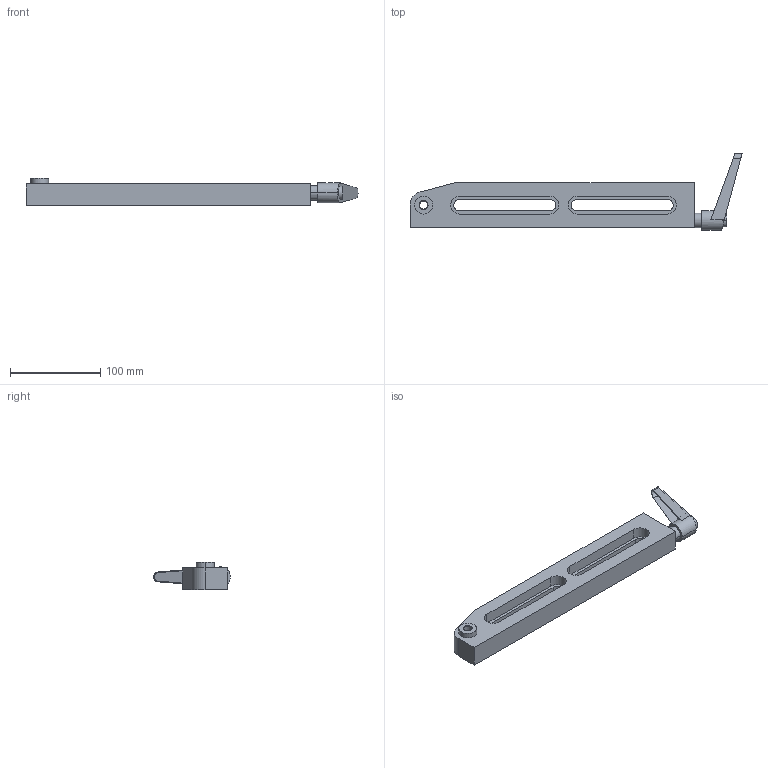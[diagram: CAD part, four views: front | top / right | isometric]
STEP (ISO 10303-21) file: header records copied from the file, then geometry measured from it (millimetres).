
FILE_DESCRIPTION(('STEP AP214'),'1');
FILE_NAME(' ',' ',('TraceParts'),('TraceParts S.A.'),'XStep 1.0',' ',' ');
FILE_SCHEMA(('automotive_design'));
Length unit declared in the file: millimetre
Products named in the file (3): 1; 2; 3
Bounding box: 367.7 x 85 x 30 mm (x, y, z)
Volume: 291310.9 mm3; surface area: 66232.3 mm2
Topology: 3 solids, 3 shells, 77 faces, 189 edges, 123 vertices
Faces by surface type: plane 43, cylinder 26, cone 8
Entity records: 4514 total; most frequent: DIRECTION 408, CARTESIAN_POINT 406, STYLED_ITEM 390, PRESENTATION_STYLE_ASSIGNMENT 390, COLOUR_RGB 390, ORIENTED_EDGE 374, EDGE_CURVE 187, CURVE_STYLE 187
